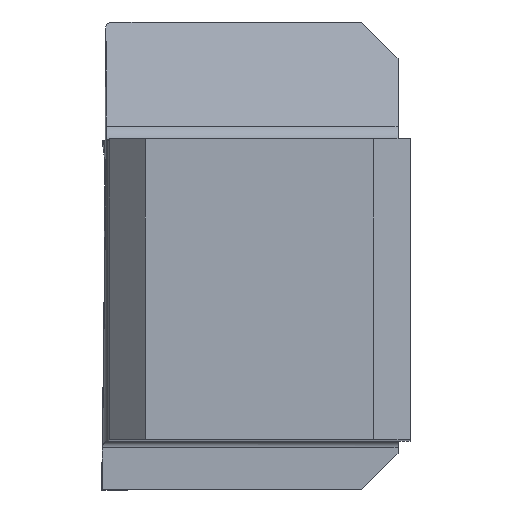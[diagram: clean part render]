
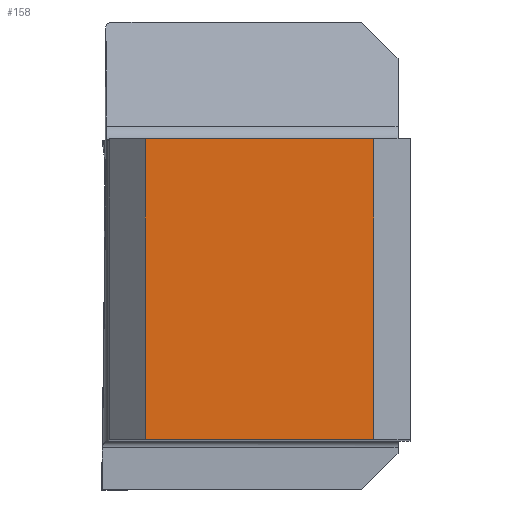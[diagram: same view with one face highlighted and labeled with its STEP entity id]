
A CAD part, top view. The second image highlights one B-rep face of the part: STEP entity #158.
In plain terms, the highlighted planar face has unit normal (0, 0, 1).
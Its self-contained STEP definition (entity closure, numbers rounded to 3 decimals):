
#158=ADVANCED_FACE('CU_BACK_SU1',(#248),#209,.F.);
#209=PLANE('',#1472);
#248=FACE_OUTER_BOUND('',#308,.T.);
#308=EDGE_LOOP('',(#568,#569,#570,#571));
#568=ORIENTED_EDGE('',*,*,#1083,.F.);
#569=ORIENTED_EDGE('',*,*,#1084,.T.);
#570=ORIENTED_EDGE('',*,*,#1085,.T.);
#571=ORIENTED_EDGE('',*,*,#1086,.F.);
#920=VERTEX_POINT('',#3370);
#921=VERTEX_POINT('',#3371);
#922=VERTEX_POINT('',#3373);
#923=VERTEX_POINT('',#3375);
#1083=EDGE_CURVE('',#920,#921,#1236,.T.);
#1084=EDGE_CURVE('',#920,#922,#1237,.T.);
#1085=EDGE_CURVE('',#922,#923,#1238,.T.);
#1086=EDGE_CURVE('',#921,#923,#1239,.T.);
#1236=LINE('',#3369,#1316);
#1237=LINE('',#3372,#1317);
#1238=LINE('',#3374,#1318);
#1239=LINE('',#3376,#1319);
#1316=VECTOR('',#1630,1.);
#1317=VECTOR('',#1631,1.);
#1318=VECTOR('',#1632,1.);
#1319=VECTOR('',#1633,1.);
#1472=AXIS2_PLACEMENT_3D('',#3377,#1634,#1635);
#1630=DIRECTION('',(0.,1.,0.));
#1631=DIRECTION('',(1.,0.,0.));
#1632=DIRECTION('',(0.,1.,0.));
#1633=DIRECTION('',(1.,0.,0.));
#1634=DIRECTION('',(0.,0.,-1.));
#1635=DIRECTION('',(-1.,0.,0.));
#3369=CARTESIAN_POINT('',(-21.925,0.,0.));
#3370=CARTESIAN_POINT('',(-21.925,0.,0.));
#3371=CARTESIAN_POINT('',(-21.925,24.925,0.));
#3372=CARTESIAN_POINT('',(-110.,0.,0.));
#3373=CARTESIAN_POINT('',(-3.,0.,0.));
#3374=CARTESIAN_POINT('',(-3.,0.,0.));
#3375=CARTESIAN_POINT('',(-3.,24.925,0.));
#3376=CARTESIAN_POINT('',(-110.,24.925,0.));
#3377=CARTESIAN_POINT('',(23.246,44.925,0.));
